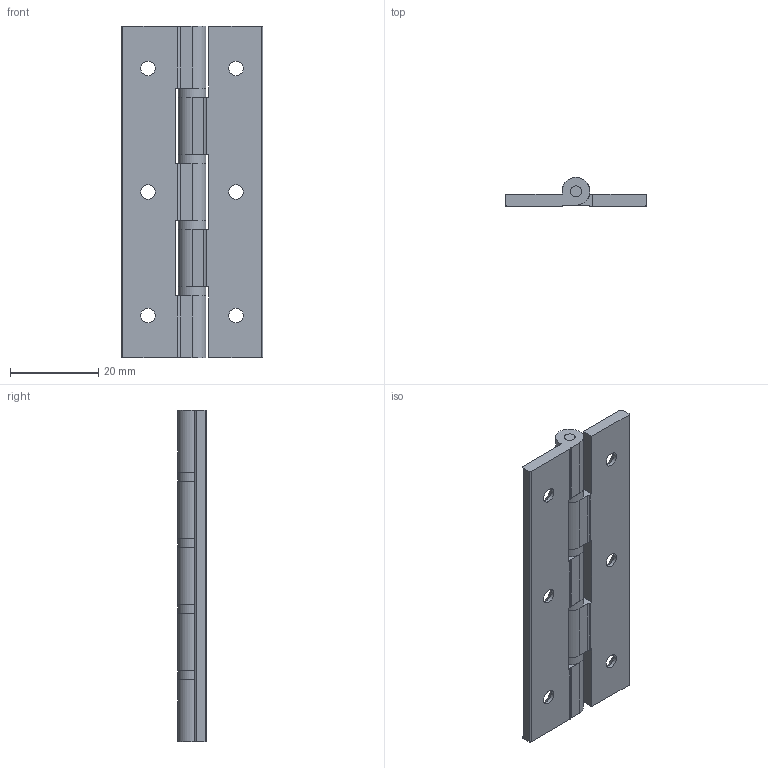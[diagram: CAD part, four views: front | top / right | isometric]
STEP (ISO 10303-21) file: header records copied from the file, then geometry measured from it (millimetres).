
FILE_DESCRIPTION(/* description */ (''),/* implementation_level */ '2;1');
FILE_NAME(/* name */ 'HA7532.stp',/* time_stamp */ '2024-01-26T19:34:44+09:00',/* author */ ('user'),/* organization */ (''),/* preprocessor_version */ 'ST-DEVELOPER v15.6',/* originating_system */ 'Autodesk Inventor 2015',/* authorisation */ '');
FILE_SCHEMA (('AUTOMOTIVE_DESIGN { 1 0 10303 214 3 1 1 }'));
Length unit declared in the file: millimetre
Products named in the file (5): HA7532_L; HA7532_P; HA7532_R; HA7532_W; HA7532
Bounding box: 32 x 6.5 x 75 mm (x, y, z)
Volume: 7244.7 mm3; surface area: 7595.7 mm2
Topology: 7 solids, 7 shells, 83 faces, 207 edges, 138 vertices
Faces by surface type: cylinder 39, plane 38, cone 6
Full cylindrical faces by diameter (mm): 2.5 x10, 3.3 x6, 6.3 x4
Entity records: 2281 total; most frequent: DIRECTION 401, CARTESIAN_POINT 366, ORIENTED_EDGE 326, EDGE_CURVE 163, AXIS2_PLACEMENT_3D 155, VERTEX_POINT 120, EDGE_LOOP 115, LINE 91
